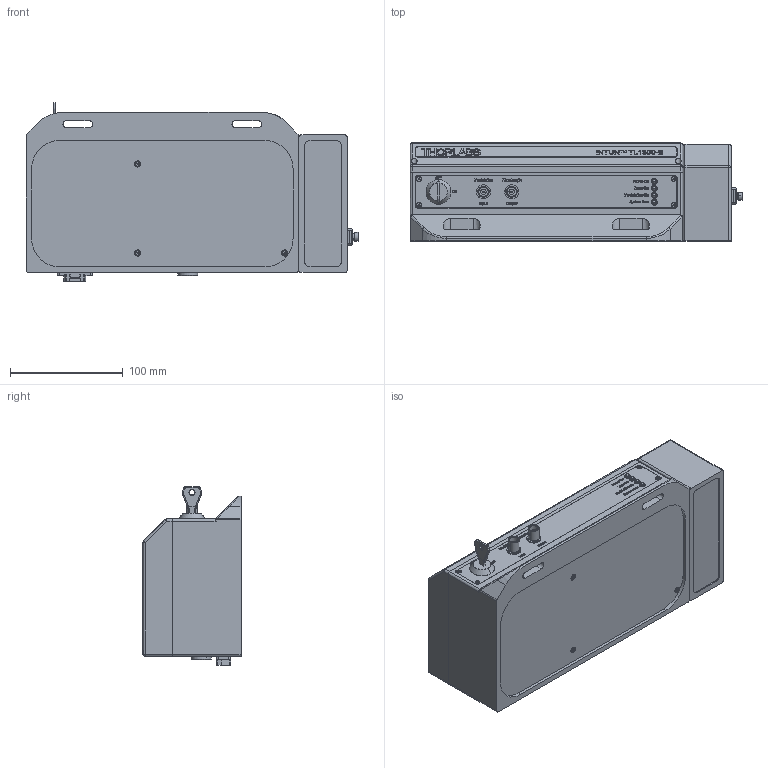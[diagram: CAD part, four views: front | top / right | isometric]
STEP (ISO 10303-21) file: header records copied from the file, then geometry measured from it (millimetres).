
FILE_DESCRIPTION (( 'STEP AP203' ), '1' );
FILE_NAME ('INTUN-TL1300-B-SM.STEP', '2008-02-12T14:01:37', ( ' ' ), ( '' ), 'SwSTEP 2.0', 'SolidWorks 2007', '' );
FILE_SCHEMA (( 'CONFIG_CONTROL_DESIGN' ));
Length unit declared in the file: millimetre
Products named in the file (1): INTUN-TL1300-B-SM
Bounding box: 294.61 x 87 x 158.68 mm (x, y, z)
Surface area: 333133.4 mm2 (no closed solid volume)
Topology: 0 solids, 249 shells, 3674 faces, 10207 edges, 7096 vertices
Faces by surface type: plane 1985, cylinder 777, bspline 606, cone 197, torus 97, sphere 12
Entity records: 150908 total; most frequent: CARTESIAN_POINT 60620, ORIENTED_EDGE 18958, DIRECTION 16500, EDGE_CURVE 10145, VERTEX_POINT 7096, VECTOR 6538, LINE 6538, AXIS2_PLACEMENT_3D 4981
